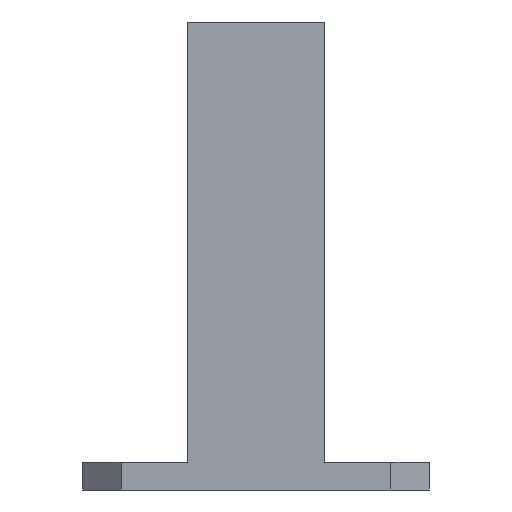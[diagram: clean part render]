
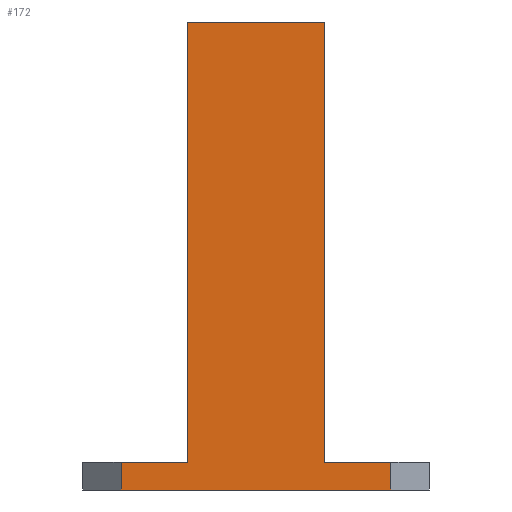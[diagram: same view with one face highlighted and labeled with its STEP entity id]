
A CAD part, left-side view. The second image highlights one B-rep face of the part: STEP entity #172.
In plain terms, the highlighted planar face has unit normal (-1, 0, 0).
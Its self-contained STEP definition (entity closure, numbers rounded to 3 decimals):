
#172 = ADVANCED_FACE( '', ( #1337 ), #1338, .F. );
#1337 = FACE_OUTER_BOUND( '', #3776, .T. );
#1338 = PLANE( '', #3777 );
#3776 = EDGE_LOOP( '', ( #7001, #7002, #7003, #7004, #7005, #7006, #7007, #7008 ) );
#3777 = AXIS2_PLACEMENT_3D( '', #7009, #7010, #7011 );
#7001 = ORIENTED_EDGE( '', *, *, #11428, .F. );
#7002 = ORIENTED_EDGE( '', *, *, #10923, .T. );
#7003 = ORIENTED_EDGE( '', *, *, #11239, .T. );
#7004 = ORIENTED_EDGE( '', *, *, #10676, .T. );
#7005 = ORIENTED_EDGE( '', *, *, #11429, .F. );
#7006 = ORIENTED_EDGE( '', *, *, #11425, .F. );
#7007 = ORIENTED_EDGE( '', *, *, #11430, .F. );
#7008 = ORIENTED_EDGE( '', *, *, #11431, .T. );
#7009 = CARTESIAN_POINT( '', ( -315., 315., 50. ) );
#7010 = DIRECTION( '', ( 1., 0., 0. ) );
#7011 = DIRECTION( '', ( 0., 1., 0. ) );
#10676 = EDGE_CURVE( '', #12109, #12106, #12110, .T. );
#10923 = EDGE_CURVE( '', #12542, #12546, #12548, .T. );
#11239 = EDGE_CURVE( '', #12546, #12109, #13095, .T. );
#11425 = EDGE_CURVE( '', #13462, #13464, #13465, .T. );
#11428 = EDGE_CURVE( '', #12542, #13468, #13469, .T. );
#11429 = EDGE_CURVE( '', #13464, #12106, #13470, .T. );
#11430 = EDGE_CURVE( '', #13471, #13462, #13472, .T. );
#11431 = EDGE_CURVE( '', #13471, #13468, #13473, .T. );
#12106 = VERTEX_POINT( '', #14561 );
#12109 = VERTEX_POINT( '', #14565 );
#12110 = LINE( '', #14566, #14567 );
#12542 = VERTEX_POINT( '', #15870 );
#12546 = VERTEX_POINT( '', #15876 );
#12548 = LINE( '', #15879, #15880 );
#13095 = LINE( '', #16528, #16529 );
#13462 = VERTEX_POINT( '', #16900 );
#13464 = VERTEX_POINT( '', #16903 );
#13465 = LINE( '', #16904, #16905 );
#13468 = VERTEX_POINT( '', #16910 );
#13469 = LINE( '', #16911, #16912 );
#13470 = LINE( '', #16913, #16914 );
#13471 = VERTEX_POINT( '', #16915 );
#13472 = LINE( '', #16916, #16917 );
#13473 = LINE( '', #16918, #16919 );
#14561 = CARTESIAN_POINT( '', ( -315., -245., 50. ) );
#14565 = CARTESIAN_POINT( '', ( -315., -245., 0. ) );
#14566 = CARTESIAN_POINT( '', ( -315., -245., 50. ) );
#14567 = VECTOR( '', #18099, 1000. );
#15870 = CARTESIAN_POINT( '', ( -315., 245., 50. ) );
#15876 = CARTESIAN_POINT( '', ( -315., 245., 0. ) );
#15879 = CARTESIAN_POINT( '', ( -315., 245., 50. ) );
#15880 = VECTOR( '', #18462, 1000. );
#16528 = CARTESIAN_POINT( '', ( -315., 315., 0. ) );
#16529 = VECTOR( '', #19206, 1000. );
#16900 = CARTESIAN_POINT( '', ( -315., -125., 850. ) );
#16903 = CARTESIAN_POINT( '', ( -315., -125., 50. ) );
#16904 = CARTESIAN_POINT( '', ( -315., -125., 850. ) );
#16905 = VECTOR( '', #19752, 1000. );
#16910 = CARTESIAN_POINT( '', ( -315., 125., 50. ) );
#16911 = CARTESIAN_POINT( '', ( -315., 315., 50. ) );
#16912 = VECTOR( '', #19755, 1000. );
#16913 = CARTESIAN_POINT( '', ( -315., 315., 50. ) );
#16914 = VECTOR( '', #19756, 1000. );
#16915 = CARTESIAN_POINT( '', ( -315., 125., 850. ) );
#16916 = CARTESIAN_POINT( '', ( -315., 125., 850. ) );
#16917 = VECTOR( '', #19757, 1000. );
#16918 = CARTESIAN_POINT( '', ( -315., 125., 850. ) );
#16919 = VECTOR( '', #19758, 1000. );
#18099 = DIRECTION( '', ( 0., 0., 1. ) );
#18462 = DIRECTION( '', ( 0., 0., -1. ) );
#19206 = DIRECTION( '', ( 0., -1., 0. ) );
#19752 = DIRECTION( '', ( 0., 0., -1. ) );
#19755 = DIRECTION( '', ( 0., -1., 0. ) );
#19756 = DIRECTION( '', ( 0., -1., 0. ) );
#19757 = DIRECTION( '', ( 0., -1., 0. ) );
#19758 = DIRECTION( '', ( 0., 0., -1. ) );
